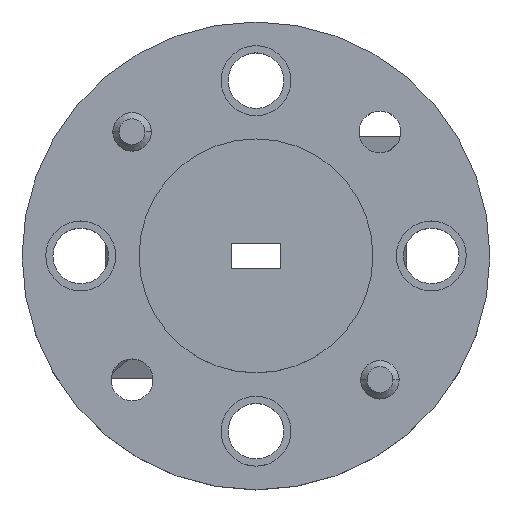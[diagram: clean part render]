
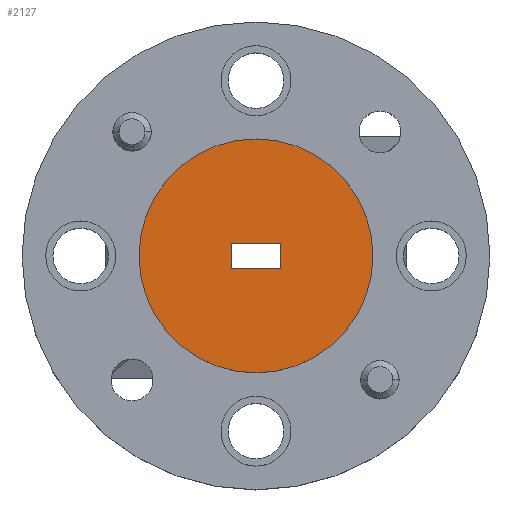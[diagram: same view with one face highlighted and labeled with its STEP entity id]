
A CAD part, top view. The second image highlights one B-rep face of the part: STEP entity #2127.
In plain terms, the highlighted planar face has unit normal (0, 0, 1).
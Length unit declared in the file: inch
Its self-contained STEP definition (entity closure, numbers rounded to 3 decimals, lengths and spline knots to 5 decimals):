
#28 = CARTESIAN_POINT ( 'NONE',  ( 0., 0., 0.037 ) ) ;
#77 = VECTOR ( 'NONE', #2194, 39.37008 ) ;
#168 = VECTOR ( 'NONE', #244, 39.37008 ) ;
#194 = ORIENTED_EDGE ( 'NONE', *, *, #788, .F. ) ;
#203 = CARTESIAN_POINT ( 'NONE',  ( 0.04, -0.02, 0.037 ) ) ;
#244 = DIRECTION ( 'NONE',  ( -1., 0., 0. ) ) ;
#248 = PLANE ( 'NONE',  #401 ) ;
#251 = LINE ( 'NONE', #1215, #77 ) ;
#281 = CIRCLE ( 'NONE', #2296, 0.1875 ) ;
#401 = AXIS2_PLACEMENT_3D ( 'NONE', #1213, #1980, #1408 ) ;
#422 = LINE ( 'NONE', #1950, #799 ) ;
#433 = EDGE_LOOP ( 'NONE', ( #1290, #1488 ) ) ;
#440 = DIRECTION ( 'NONE',  ( 0., 0., 1. ) ) ;
#532 = EDGE_LOOP ( 'NONE', ( #2045, #914, #2289, #194 ) ) ;
#575 = EDGE_CURVE ( 'NONE', #1315, #1178, #251, .T. ) ;
#582 = CARTESIAN_POINT ( 'NONE',  ( 0.1875, 0., 0.037 ) ) ;
#612 = LINE ( 'NONE', #995, #168 ) ;
#627 = CARTESIAN_POINT ( 'NONE',  ( 0., 0., 0.037 ) ) ;
#683 = EDGE_CURVE ( 'NONE', #1946, #1315, #2440, .T. ) ;
#788 = EDGE_CURVE ( 'NONE', #1366, #1946, #612, .T. ) ;
#799 = VECTOR ( 'NONE', #1917, 39.37008 ) ;
#803 = DIRECTION ( 'NONE',  ( 1., 0., 0. ) ) ;
#886 = CARTESIAN_POINT ( 'NONE',  ( -0.04, -0.02, 0.037 ) ) ;
#914 = ORIENTED_EDGE ( 'NONE', *, *, #575, .F. ) ;
#935 = CARTESIAN_POINT ( 'NONE',  ( -0.04, -0.02, 0.037 ) ) ;
#995 = CARTESIAN_POINT ( 'NONE',  ( -0.04, 0.02, 0.037 ) ) ;
#1027 = FACE_BOUND ( 'NONE', #532, .T. ) ;
#1108 = DIRECTION ( 'NONE',  ( 0., -1., 0. ) ) ;
#1123 = AXIS2_PLACEMENT_3D ( 'NONE', #627, #440, #1203 ) ;
#1154 = DIRECTION ( 'NONE',  ( 0., 0., 1. ) ) ;
#1178 = VERTEX_POINT ( 'NONE', #203 ) ;
#1203 = DIRECTION ( 'NONE',  ( 1., 0., 0. ) ) ;
#1213 = CARTESIAN_POINT ( 'NONE',  ( 0., 0., 0.037 ) ) ;
#1215 = CARTESIAN_POINT ( 'NONE',  ( -0.04, -0.02, 0.037 ) ) ;
#1220 = CARTESIAN_POINT ( 'NONE',  ( 0.04, 0.02, 0.037 ) ) ;
#1290 = ORIENTED_EDGE ( 'NONE', *, *, #1601, .T. ) ;
#1315 = VERTEX_POINT ( 'NONE', #886 ) ;
#1360 = CARTESIAN_POINT ( 'NONE',  ( -0.1875, 0., 0.037 ) ) ;
#1366 = VERTEX_POINT ( 'NONE', #1220 ) ;
#1408 = DIRECTION ( 'NONE',  ( 1., 0., 0. ) ) ;
#1488 = ORIENTED_EDGE ( 'NONE', *, *, #1631, .T. ) ;
#1601 = EDGE_CURVE ( 'NONE', #2271, #2203, #281, .T. ) ;
#1631 = EDGE_CURVE ( 'NONE', #2203, #2271, #2006, .T. ) ;
#1738 = CARTESIAN_POINT ( 'NONE',  ( -0.04, 0.02, 0.037 ) ) ;
#1917 = DIRECTION ( 'NONE',  ( 0., 1., 0. ) ) ;
#1921 = EDGE_CURVE ( 'NONE', #1178, #1366, #422, .T. ) ;
#1946 = VERTEX_POINT ( 'NONE', #1738 ) ;
#1950 = CARTESIAN_POINT ( 'NONE',  ( 0.04, -0.02, 0.037 ) ) ;
#1965 = FACE_OUTER_BOUND ( 'NONE', #433, .T. ) ;
#1980 = DIRECTION ( 'NONE',  ( 0., 0., 1. ) ) ;
#2006 = CIRCLE ( 'NONE', #1123, 0.1875 ) ;
#2014 = VECTOR ( 'NONE', #1108, 39.37008 ) ;
#2045 = ORIENTED_EDGE ( 'NONE', *, *, #1921, .F. ) ;
#2127 = ADVANCED_FACE ( 'NONE', ( #1027, #1965 ), #248, .T. ) ;
#2194 = DIRECTION ( 'NONE',  ( 1., 0., 0. ) ) ;
#2203 = VERTEX_POINT ( 'NONE', #582 ) ;
#2271 = VERTEX_POINT ( 'NONE', #1360 ) ;
#2289 = ORIENTED_EDGE ( 'NONE', *, *, #683, .F. ) ;
#2296 = AXIS2_PLACEMENT_3D ( 'NONE', #28, #1154, #803 ) ;
#2440 = LINE ( 'NONE', #935, #2014 ) ;
